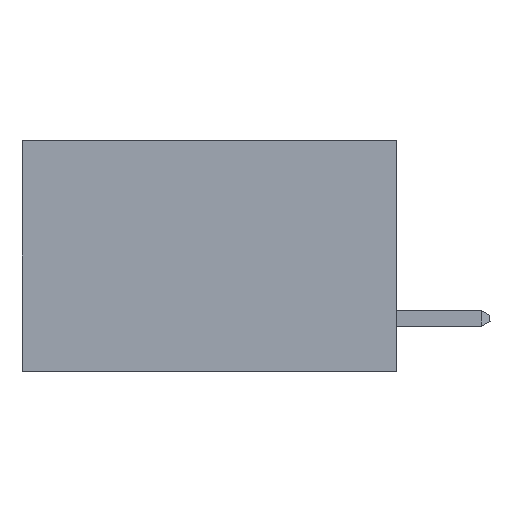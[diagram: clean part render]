
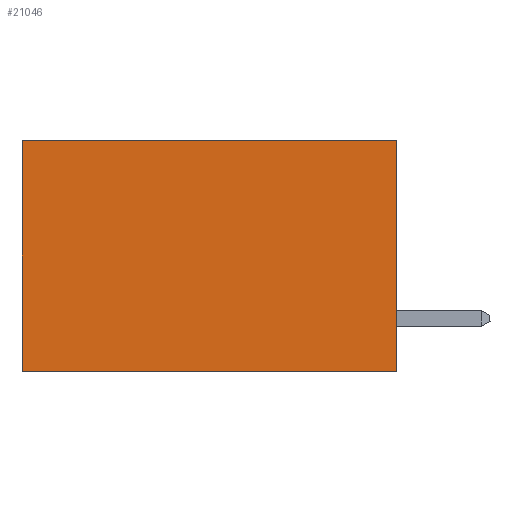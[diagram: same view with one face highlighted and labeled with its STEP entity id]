
A CAD part, left-side view. The second image highlights one B-rep face of the part: STEP entity #21046.
In plain terms, the highlighted planar face has unit normal (-1, 0, 0).
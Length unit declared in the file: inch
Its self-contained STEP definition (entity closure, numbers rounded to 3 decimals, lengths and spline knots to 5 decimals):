
#313 = VECTOR ( 'NONE', #810, 39.37008 ) ;
#810 = DIRECTION ( 'NONE',  ( 0., 1., 0. ) ) ;
#875 = DIRECTION ( 'NONE',  ( 1., 0., 0. ) ) ;
#1790 = CARTESIAN_POINT ( 'NONE',  ( 0.298, 0., 0. ) ) ;
#3009 = EDGE_CURVE ( 'NONE', #24719, #15064, #20733, .T. ) ;
#3134 = ORIENTED_EDGE ( 'NONE', *, *, #25837, .T. ) ;
#4072 = CARTESIAN_POINT ( 'NONE',  ( 0.298, 0.6, 0. ) ) ;
#4794 = CARTESIAN_POINT ( 'NONE',  ( 0.298, 0.6, -0.37 ) ) ;
#5060 = AXIS2_PLACEMENT_3D ( 'NONE', #11701, #875, #18049 ) ;
#5533 = CARTESIAN_POINT ( 'NONE',  ( 0.298, 0., -0.37 ) ) ;
#5964 = ORIENTED_EDGE ( 'NONE', *, *, #19315, .F. ) ;
#7301 = LINE ( 'NONE', #16107, #25754 ) ;
#8208 = CARTESIAN_POINT ( 'NONE',  ( 0.298, 0., 0. ) ) ;
#8612 = ORIENTED_EDGE ( 'NONE', *, *, #21275, .F. ) ;
#10245 = EDGE_LOOP ( 'NONE', ( #3134, #5964, #8612, #25340 ) ) ;
#11701 = CARTESIAN_POINT ( 'NONE',  ( 0.298, 0., 0. ) ) ;
#13601 = PLANE ( 'NONE',  #5060 ) ;
#14028 = FACE_OUTER_BOUND ( 'NONE', #10245, .T. ) ;
#14854 = DIRECTION ( 'NONE',  ( 0., 0., -1. ) ) ;
#14933 = VERTEX_POINT ( 'NONE', #5533 ) ;
#15064 = VERTEX_POINT ( 'NONE', #4072 ) ;
#15180 = VECTOR ( 'NONE', #23478, 39.37008 ) ;
#15199 = VERTEX_POINT ( 'NONE', #4794 ) ;
#16107 = CARTESIAN_POINT ( 'NONE',  ( 0.298, 0., -0.37 ) ) ;
#16396 = DIRECTION ( 'NONE',  ( 0., 1., 0. ) ) ;
#18049 = DIRECTION ( 'NONE',  ( 0., 0., -1. ) ) ;
#19315 = EDGE_CURVE ( 'NONE', #14933, #15199, #7301, .T. ) ;
#20594 = CARTESIAN_POINT ( 'NONE',  ( 0.298, 0., 0. ) ) ;
#20733 = LINE ( 'NONE', #20594, #313 ) ;
#21046 = ADVANCED_FACE ( 'NONE', ( #14028 ), #13601, .F. ) ;
#21275 = EDGE_CURVE ( 'NONE', #24719, #14933, #25402, .T. ) ;
#21873 = LINE ( 'NONE', #24042, #15180 ) ;
#23478 = DIRECTION ( 'NONE',  ( 0., 0., -1. ) ) ;
#24042 = CARTESIAN_POINT ( 'NONE',  ( 0.298, 0.6, 0. ) ) ;
#24719 = VERTEX_POINT ( 'NONE', #1790 ) ;
#24919 = VECTOR ( 'NONE', #14854, 39.37008 ) ;
#25340 = ORIENTED_EDGE ( 'NONE', *, *, #3009, .T. ) ;
#25402 = LINE ( 'NONE', #8208, #24919 ) ;
#25754 = VECTOR ( 'NONE', #16396, 39.37008 ) ;
#25837 = EDGE_CURVE ( 'NONE', #15064, #15199, #21873, .T. ) ;
